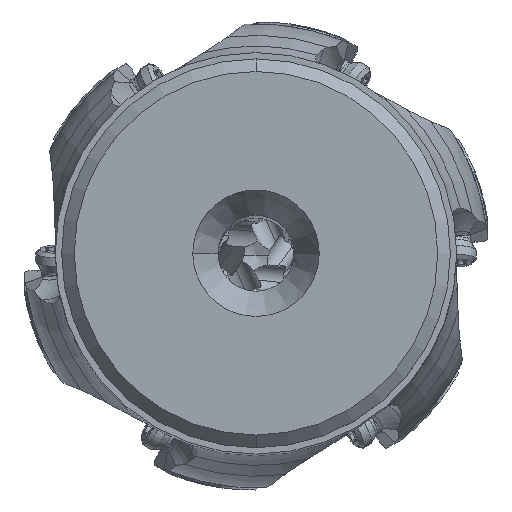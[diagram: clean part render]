
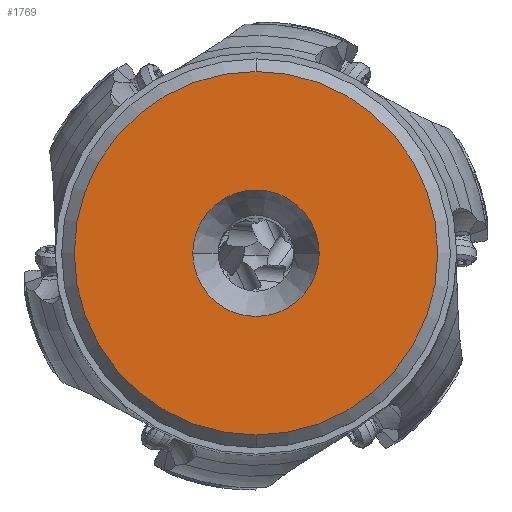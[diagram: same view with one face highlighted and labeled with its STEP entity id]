
A CAD part, top view. The second image highlights one B-rep face of the part: STEP entity #1769.
In plain terms, the highlighted planar face has unit normal (0, 0, 1).
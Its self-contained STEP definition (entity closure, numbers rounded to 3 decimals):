
#1769=ADVANCED_FACE('',(#2403,#2404),#2288,.T.);
#2288=PLANE('',#11893);
#2403=FACE_BOUND('',#2537,.T.);
#2404=FACE_BOUND('',#2538,.T.);
#2537=EDGE_LOOP('',(#4540,#4541,#4542,#4543));
#2538=EDGE_LOOP('',(#4544,#4545));
#3243=CIRCLE('',#11886,5.);
#3244=CIRCLE('',#11888,14.375);
#3245=CIRCLE('',#11889,14.375);
#3246=CIRCLE('',#11890,14.375);
#3247=CIRCLE('',#11891,14.375);
#3248=CIRCLE('',#11892,5.);
#4540=ORIENTED_EDGE('',*,*,#9069,.F.);
#4541=ORIENTED_EDGE('',*,*,#9070,.F.);
#4542=ORIENTED_EDGE('',*,*,#9071,.F.);
#4543=ORIENTED_EDGE('',*,*,#9072,.F.);
#4544=ORIENTED_EDGE('',*,*,#9073,.F.);
#4545=ORIENTED_EDGE('',*,*,#9068,.F.);
#7743=VERTEX_POINT('',#19798);
#7744=VERTEX_POINT('',#19800);
#7745=VERTEX_POINT('',#19804);
#7746=VERTEX_POINT('',#19805);
#7747=VERTEX_POINT('',#19807);
#7748=VERTEX_POINT('',#19809);
#9068=EDGE_CURVE('',#7744,#7743,#3243,.T.);
#9069=EDGE_CURVE('',#7745,#7746,#3244,.T.);
#9070=EDGE_CURVE('',#7747,#7745,#3245,.T.);
#9071=EDGE_CURVE('',#7748,#7747,#3246,.T.);
#9072=EDGE_CURVE('',#7746,#7748,#3247,.T.);
#9073=EDGE_CURVE('',#7743,#7744,#3248,.T.);
#11886=AXIS2_PLACEMENT_3D('',#19801,#13689,#13690);
#11888=AXIS2_PLACEMENT_3D('',#19803,#13693,#13694);
#11889=AXIS2_PLACEMENT_3D('',#19806,#13695,#13696);
#11890=AXIS2_PLACEMENT_3D('',#19808,#13697,#13698);
#11891=AXIS2_PLACEMENT_3D('',#19810,#13699,#13700);
#11892=AXIS2_PLACEMENT_3D('',#19811,#13701,#13702);
#11893=AXIS2_PLACEMENT_3D('',#19812,#13703,#13704);
#13689=DIRECTION('',(0.,0.,1.));
#13690=DIRECTION('',(1.,0.,0.));
#13693=DIRECTION('',(0.,0.,-1.));
#13694=DIRECTION('',(-1.,0.,0.));
#13695=DIRECTION('',(0.,0.,-1.));
#13696=DIRECTION('',(0.,-1.,0.));
#13697=DIRECTION('',(0.,0.,-1.));
#13698=DIRECTION('',(1.,0.,0.));
#13699=DIRECTION('',(0.,0.,-1.));
#13700=DIRECTION('',(0.,1.,0.));
#13701=DIRECTION('',(0.,0.,1.));
#13702=DIRECTION('',(-1.,0.,0.));
#13703=DIRECTION('',(0.,0.,1.));
#13704=DIRECTION('',(1.,0.,0.));
#19798=CARTESIAN_POINT('',(-5.,0.,0.));
#19800=CARTESIAN_POINT('',(5.,0.,0.));
#19801=CARTESIAN_POINT('',(0.,0.,0.));
#19803=CARTESIAN_POINT('',(0.,0.,0.));
#19804=CARTESIAN_POINT('',(-14.375,0.,0.));
#19805=CARTESIAN_POINT('',(0.,14.375,0.));
#19806=CARTESIAN_POINT('',(0.,0.,0.));
#19807=CARTESIAN_POINT('',(0.,-14.375,0.));
#19808=CARTESIAN_POINT('',(0.,0.,0.));
#19809=CARTESIAN_POINT('',(14.375,0.,0.));
#19810=CARTESIAN_POINT('',(0.,0.,0.));
#19811=CARTESIAN_POINT('',(0.,0.,0.));
#19812=CARTESIAN_POINT('',(-0.001,0.,0.));
